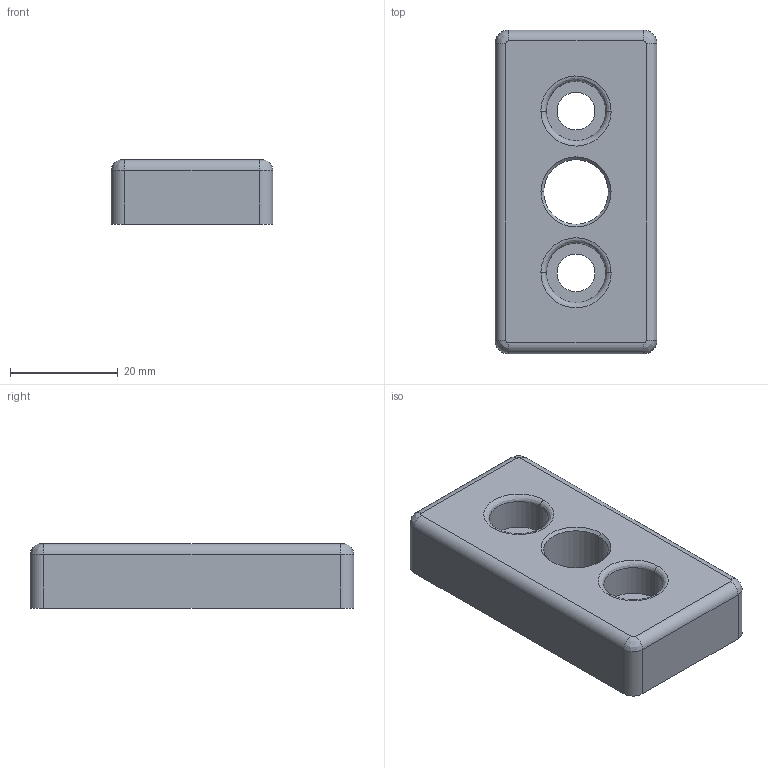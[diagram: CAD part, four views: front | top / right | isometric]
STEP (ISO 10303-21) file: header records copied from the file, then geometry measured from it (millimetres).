
FILE_DESCRIPTION (( 'STEP AP214' ), '1' );
FILE_NAME ('093t30601406s.STEP', '2014-09-05T08:07:47', ( '' ), ( '' ), 'SwSTEP 2.0', 'SolidWorks 2014', '' );
FILE_SCHEMA (( 'AUTOMOTIVE_DESIGN' ));
Length unit declared in the file: millimetre
Products named in the file (1): 093t30601406s
Bounding box: 30 x 60 x 12 mm (x, y, z)
Volume: 15226.3 mm3; surface area: 8385.2 mm2
Topology: 1 solids, 1 shells, 210 faces, 500 edges, 298 vertices
Faces by surface type: cylinder 100, bspline 64, plane 44, cone 2
Entity records: 9422 total; most frequent: CARTESIAN_POINT 2429, ORIENTED_EDGE 992, DIRECTION 976, EDGE_CURVE 496, AXIS2_PLACEMENT_3D 389, VERTEX_POINT 298, CIRCLE 242, EDGE_LOOP 226
